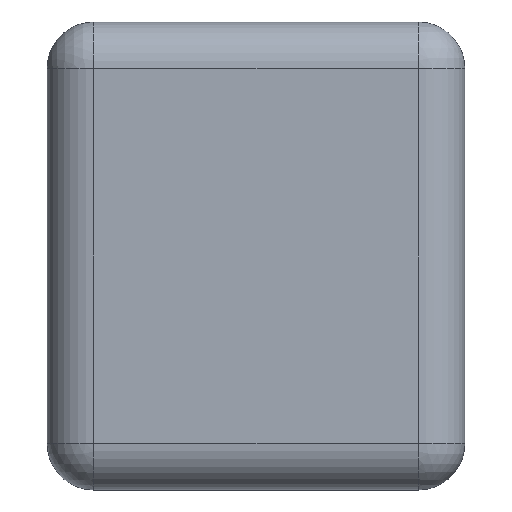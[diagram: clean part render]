
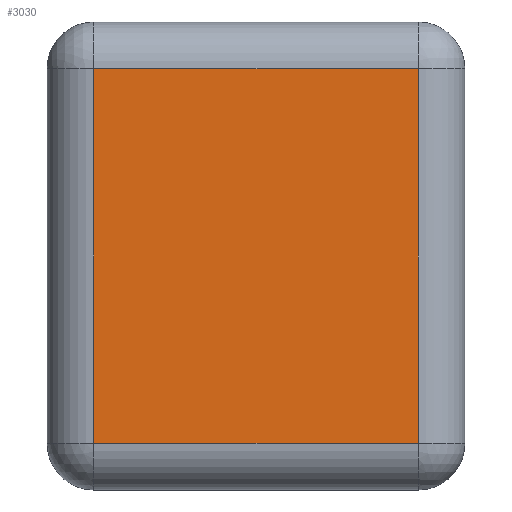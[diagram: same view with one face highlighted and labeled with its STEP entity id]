
A CAD part, left-side view. The second image highlights one B-rep face of the part: STEP entity #3030.
In plain terms, the highlighted planar face has unit normal (-1, 0, 0).
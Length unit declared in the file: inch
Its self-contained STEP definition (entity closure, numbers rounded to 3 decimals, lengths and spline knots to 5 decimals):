
#2963=CARTESIAN_POINT('',(-0.06299,-0.03819,0.01102));
#2964=VERTEX_POINT('',#2963);
#2965=CARTESIAN_POINT('',(-0.06299,0.03819,0.01102));
#2966=VERTEX_POINT('',#2965);
#2967=CARTESIAN_POINT('',(-0.06299,-0.03819,0.01102));
#2968=DIRECTION('',(-0.,1.,0.));
#2969=VECTOR('',#2968,0.07638);
#2970=LINE('',#2967,#2969);
#2971=EDGE_CURVE('',#2964,#2966,#2970,.T.);
#3000=CARTESIAN_POINT('',(-0.06299,-0.04921,0.));
#3001=DIRECTION('',(1.,0.,0.));
#3002=DIRECTION('',(0.,1.,0.));
#3003=AXIS2_PLACEMENT_3D('',#3000,#3001,#3002);
#3004=PLANE('',#3003);
#3005=CARTESIAN_POINT('',(-0.06299,-0.03819,0.09921));
#3006=VERTEX_POINT('',#3005);
#3007=CARTESIAN_POINT('',(-0.06299,0.03819,0.09921));
#3008=VERTEX_POINT('',#3007);
#3009=CARTESIAN_POINT('',(-0.06299,-0.03819,0.09921));
#3010=DIRECTION('',(-0.,1.,0.));
#3011=VECTOR('',#3010,0.07638);
#3012=LINE('',#3009,#3011);
#3013=EDGE_CURVE('',#3006,#3008,#3012,.T.);
#3014=ORIENTED_EDGE('',*,*,#3013,.T.);
#3015=CARTESIAN_POINT('',(-0.06299,0.03819,0.01102));
#3016=DIRECTION('',(0.,-0.,1.));
#3017=VECTOR('',#3016,0.08819);
#3018=LINE('',#3015,#3017);
#3019=EDGE_CURVE('',#2966,#3008,#3018,.T.);
#3020=ORIENTED_EDGE('',*,*,#3019,.F.);
#3021=ORIENTED_EDGE('',*,*,#2971,.F.);
#3022=CARTESIAN_POINT('',(-0.06299,-0.03819,0.01102));
#3023=DIRECTION('',(0.,-0.,1.));
#3024=VECTOR('',#3023,0.08819);
#3025=LINE('',#3022,#3024);
#3026=EDGE_CURVE('',#2964,#3006,#3025,.T.);
#3027=ORIENTED_EDGE('',*,*,#3026,.T.);
#3028=EDGE_LOOP('',(#3014,#3020,#3021,#3027));
#3029=FACE_BOUND('',#3028,.T.);
#3030=ADVANCED_FACE('',(#3029),#3004,.F.);
